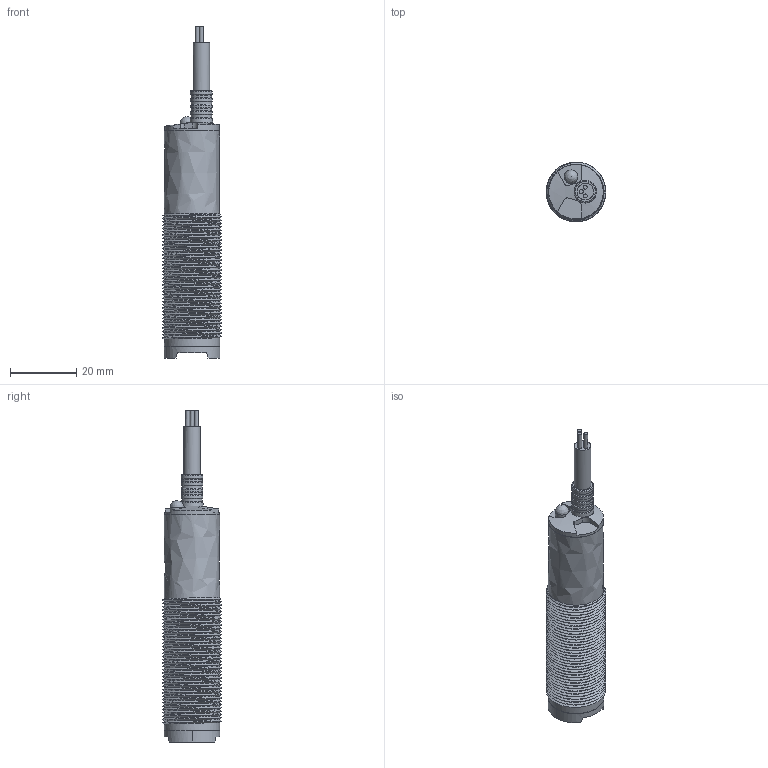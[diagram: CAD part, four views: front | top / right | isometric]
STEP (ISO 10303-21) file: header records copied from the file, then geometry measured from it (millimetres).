
FILE_DESCRIPTION( ('This file contains a STEP AP42 implementation' ,'as created by ZW3D STEP Interface translator.') ,'2;1' );
FILE_NAME( '9-M18B-DXXXXX-DXXC3U2.stp' ,'23 512. 926 8', (''), ('ZWCAD Software Co.'), 'Version 1.0', 'ZW3D to STEP translator', '' );
FILE_SCHEMA(('AUTOMOTIVE_DESIGN'));
Length unit declared in the file: millimetre
Products named in the file (2): 0; 9-M18B-DXXXXX-DXXC3U2
Bounding box: 17.9 x 17.9 x 100.01 mm (x, y, z)
Volume: 15776.3 mm3; surface area: 6233 mm2
Topology: 1 solids, 1 shells, 134 faces, 337 edges, 213 vertices
Faces by surface type: bspline 134
Entity records: 6659 total; most frequent: CARTESIAN_POINT 4630, ORIENTED_EDGE 672, EDGE_CURVE 336, VERTEX_POINT 213, B_SPLINE_CURVE_WITH_KNOTS 170, EDGE_LOOP 143, FACE_OUTER_BOUND 134, ADVANCED_FACE 134
